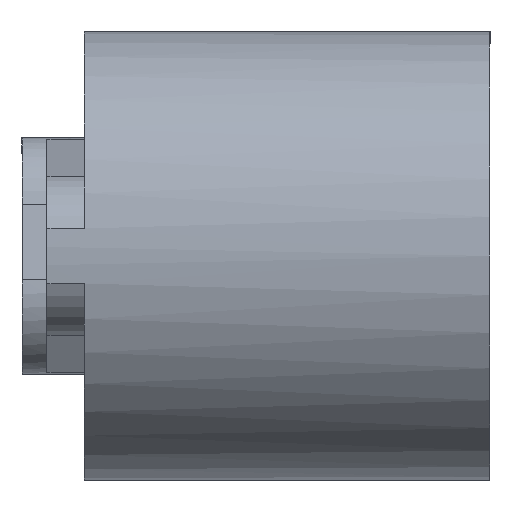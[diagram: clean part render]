
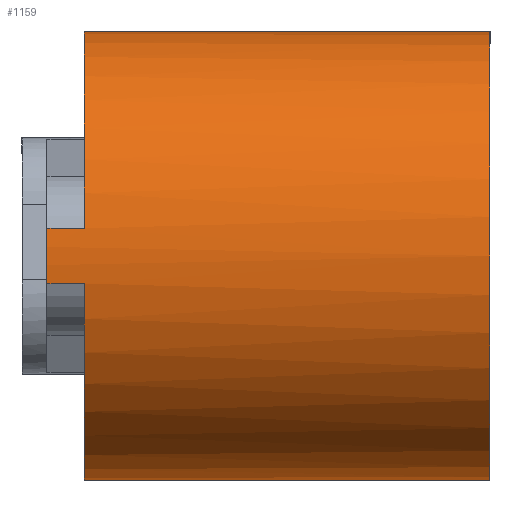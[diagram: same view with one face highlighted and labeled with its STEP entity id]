
A CAD part, left-side view. The second image highlights one B-rep face of the part: STEP entity #1159.
In plain terms, the highlighted cylindrical face has radius 9.144 mm (diameter 18.288 mm), a partial arc.
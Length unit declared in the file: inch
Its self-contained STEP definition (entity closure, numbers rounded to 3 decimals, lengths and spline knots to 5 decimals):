
#45 = LINE ( 'NONE', #4017, #3158 ) ;
#70 = EDGE_CURVE ( 'NONE', #790, #1453, #1577, .T. ) ;
#365 = ORIENTED_EDGE ( 'NONE', *, *, #589, .T. ) ;
#406 = VECTOR ( 'NONE', #3048, 39.37008 ) ;
#582 = CARTESIAN_POINT ( 'NONE',  ( -0.257, 0., -0.36 ) ) ;
#589 = EDGE_CURVE ( 'NONE', #3784, #1795, #45, .T. ) ;
#633 = ORIENTED_EDGE ( 'NONE', *, *, #4042, .T. ) ;
#654 = LINE ( 'NONE', #582, #1680 ) ;
#790 = VERTEX_POINT ( 'NONE', #2427 ) ;
#1048 = ORIENTED_EDGE ( 'NONE', *, *, #1724, .T. ) ;
#1074 = DIRECTION ( 'NONE',  ( 0., 1., 0. ) ) ;
#1108 = DIRECTION ( 'NONE',  ( 0., -1., 0. ) ) ;
#1159 = ADVANCED_FACE ( 'NONE', ( #2344 ), #3301, .T. ) ;
#1160 = CARTESIAN_POINT ( 'NONE',  ( -0.257, -0.75, 0.36 ) ) ;
#1249 = VERTEX_POINT ( 'NONE', #4984 ) ;
#1321 = DIRECTION ( 'NONE',  ( 0., -1., 0. ) ) ;
#1390 = ORIENTED_EDGE ( 'NONE', *, *, #4458, .T. ) ;
#1430 = CARTESIAN_POINT ( 'NONE',  ( -0.61429, 0., 0.04411 ) ) ;
#1453 = VERTEX_POINT ( 'NONE', #4588 ) ;
#1527 = ORIENTED_EDGE ( 'NONE', *, *, #5367, .F. ) ;
#1577 = LINE ( 'NONE', #3063, #406 ) ;
#1639 = CARTESIAN_POINT ( 'NONE',  ( -0.257, -0.1, 0. ) ) ;
#1680 = VECTOR ( 'NONE', #3519, 39.37008 ) ;
#1715 = EDGE_CURVE ( 'NONE', #5008, #4700, #4975, .T. ) ;
#1724 = EDGE_CURVE ( 'NONE', #1249, #4944, #654, .T. ) ;
#1795 = VERTEX_POINT ( 'NONE', #3949 ) ;
#1806 = CARTESIAN_POINT ( 'NONE',  ( -0.257, -0.75, -0.36 ) ) ;
#2070 = DIRECTION ( 'NONE',  ( 0., 0., -1. ) ) ;
#2224 = AXIS2_PLACEMENT_3D ( 'NONE', #3802, #1321, #4214 ) ;
#2240 = CARTESIAN_POINT ( 'NONE',  ( -0.257, -0.1, 0. ) ) ;
#2251 = CIRCLE ( 'NONE', #5213, 0.36 ) ;
#2260 = CIRCLE ( 'NONE', #2224, 0.36 ) ;
#2294 = DIRECTION ( 'NONE',  ( 0., 1., 0. ) ) ;
#2344 = FACE_OUTER_BOUND ( 'NONE', #3124, .T. ) ;
#2427 = CARTESIAN_POINT ( 'NONE',  ( -0.61429, -0.1, -0.04411 ) ) ;
#2663 = DIRECTION ( 'NONE',  ( 0., 0., -1. ) ) ;
#2678 = CARTESIAN_POINT ( 'NONE',  ( -0.61429, -0.1, 0.04411 ) ) ;
#3012 = ORIENTED_EDGE ( 'NONE', *, *, #70, .F. ) ;
#3048 = DIRECTION ( 'NONE',  ( 0., 1., 0. ) ) ;
#3052 = AXIS2_PLACEMENT_3D ( 'NONE', #3612, #1108, #5252 ) ;
#3063 = CARTESIAN_POINT ( 'NONE',  ( -0.61429, -0.1, -0.04411 ) ) ;
#3124 = EDGE_LOOP ( 'NONE', ( #1390, #365, #1527, #3848, #633, #3012, #5228, #1048 ) ) ;
#3158 = VECTOR ( 'NONE', #4476, 39.37008 ) ;
#3290 = CIRCLE ( 'NONE', #3842, 0.36 ) ;
#3301 = CYLINDRICAL_SURFACE ( 'NONE', #3052, 0.36 ) ;
#3480 = EDGE_CURVE ( 'NONE', #1249, #790, #5038, .T. ) ;
#3519 = DIRECTION ( 'NONE',  ( 0., -1., 0. ) ) ;
#3523 = AXIS2_PLACEMENT_3D ( 'NONE', #2240, #5126, #2663 ) ;
#3570 = CARTESIAN_POINT ( 'NONE',  ( -0.257, -0.75, 0. ) ) ;
#3612 = CARTESIAN_POINT ( 'NONE',  ( -0.257, 0., 0. ) ) ;
#3784 = VERTEX_POINT ( 'NONE', #1160 ) ;
#3802 = CARTESIAN_POINT ( 'NONE',  ( -0.257, -0.04, 0. ) ) ;
#3842 = AXIS2_PLACEMENT_3D ( 'NONE', #3570, #1074, #3982 ) ;
#3848 = ORIENTED_EDGE ( 'NONE', *, *, #1715, .T. ) ;
#3865 = VECTOR ( 'NONE', #2294, 39.37008 ) ;
#3949 = CARTESIAN_POINT ( 'NONE',  ( -0.257, -0.1, 0.36 ) ) ;
#3982 = DIRECTION ( 'NONE',  ( 0., 0., -1. ) ) ;
#4017 = CARTESIAN_POINT ( 'NONE',  ( -0.257, 0., 0.36 ) ) ;
#4042 = EDGE_CURVE ( 'NONE', #4700, #1453, #2260, .T. ) ;
#4114 = CARTESIAN_POINT ( 'NONE',  ( -0.61429, -0.04, 0.04411 ) ) ;
#4214 = DIRECTION ( 'NONE',  ( 0., 0., -1. ) ) ;
#4458 = EDGE_CURVE ( 'NONE', #4944, #3784, #3290, .T. ) ;
#4476 = DIRECTION ( 'NONE',  ( 0., 1., 0. ) ) ;
#4537 = DIRECTION ( 'NONE',  ( 0., 1., 0. ) ) ;
#4588 = CARTESIAN_POINT ( 'NONE',  ( -0.61429, -0.04, -0.04411 ) ) ;
#4700 = VERTEX_POINT ( 'NONE', #4114 ) ;
#4944 = VERTEX_POINT ( 'NONE', #1806 ) ;
#4975 = LINE ( 'NONE', #1430, #3865 ) ;
#4984 = CARTESIAN_POINT ( 'NONE',  ( -0.257, -0.1, -0.36 ) ) ;
#5008 = VERTEX_POINT ( 'NONE', #2678 ) ;
#5038 = CIRCLE ( 'NONE', #3523, 0.36 ) ;
#5126 = DIRECTION ( 'NONE',  ( 0., 1., 0. ) ) ;
#5213 = AXIS2_PLACEMENT_3D ( 'NONE', #1639, #4537, #2070 ) ;
#5228 = ORIENTED_EDGE ( 'NONE', *, *, #3480, .F. ) ;
#5252 = DIRECTION ( 'NONE',  ( 0., 0., -1. ) ) ;
#5367 = EDGE_CURVE ( 'NONE', #5008, #1795, #2251, .T. ) ;
